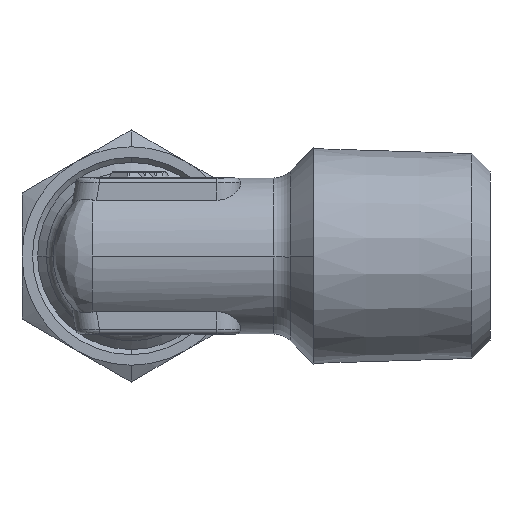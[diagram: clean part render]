
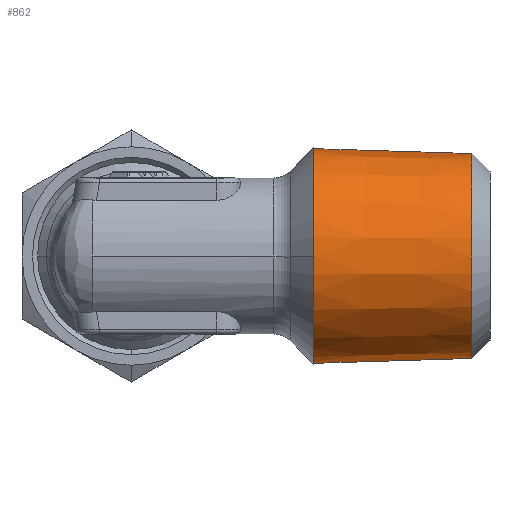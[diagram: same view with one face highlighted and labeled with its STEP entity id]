
A CAD part, left-side view. The second image highlights one B-rep face of the part: STEP entity #862.
In plain terms, the highlighted conical face has half-angle 1.78 degrees and reference radius 6.722 mm.
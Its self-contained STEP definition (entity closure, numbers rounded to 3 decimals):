
#862=ADVANCED_FACE('',(#1975),#1976,.T.);
#1975=FACE_OUTER_BOUND('',#3748,.T.);
#1976=CONICAL_SURFACE('',#3749,6.722,0.031);
#3748=EDGE_LOOP('',(#6949,#6950,#6951,#6952));
#3749=AXIS2_PLACEMENT_3D('',#6953,#6954,#6955);
#6949=ORIENTED_EDGE('',*,*,#10155,.F.);
#6950=ORIENTED_EDGE('',*,*,#10156,.F.);
#6951=ORIENTED_EDGE('',*,*,#10157,.F.);
#6952=ORIENTED_EDGE('',*,*,#9820,.T.);
#6953=CARTESIAN_POINT('',(0.0,-16.771,0.0));
#6954=DIRECTION('',(-0.0,1.0,0.0));
#6955=DIRECTION('',(0.0,0.0,-1.0));
#9820=EDGE_CURVE('',#11840,#11839,#11842,.T.);
#10155=EDGE_CURVE('',#12329,#11839,#12330,.T.);
#10156=EDGE_CURVE('',#12331,#12329,#12332,.T.);
#10157=EDGE_CURVE('',#11840,#12331,#12333,.T.);
#11839=VERTEX_POINT('',#15313);
#11840=VERTEX_POINT('',#15314);
#11842=CIRCLE('',#15316,6.879);
#12329=VERTEX_POINT('',#16270);
#12330=LINE('',#16271,#16272);
#12331=VERTEX_POINT('',#16273);
#12332=CIRCLE('',#16274,6.565);
#12333=LINE('',#16275,#16276);
#15313=CARTESIAN_POINT('',(0.0,-11.707,-6.879));
#15314=CARTESIAN_POINT('',(0.,-11.707,6.879));
#15316=AXIS2_PLACEMENT_3D('',#18327,#18328,#18329);
#16270=CARTESIAN_POINT('',(0.0,-21.835,-6.565));
#16271=CARTESIAN_POINT('',(0.,-16.771,-6.722));
#16272=VECTOR('',#18731,1.0);
#16273=CARTESIAN_POINT('',(0.,-21.835,6.565));
#16274=AXIS2_PLACEMENT_3D('',#18732,#18733,#18734);
#16275=CARTESIAN_POINT('',(0.,-16.771,6.722));
#16276=VECTOR('',#18735,1.0);
#18327=CARTESIAN_POINT('',(0.0,-11.707,0.0));
#18328=DIRECTION('',(0.0,-1.0,0.0));
#18329=DIRECTION('',(0.0,0.0,-1.0));
#18731=DIRECTION('',(0.,1.,-0.031));
#18732=CARTESIAN_POINT('',(0.0,-21.835,0.0));
#18733=DIRECTION('',(0.0,-1.0,0.0));
#18734=DIRECTION('',(0.0,0.0,-1.0));
#18735=DIRECTION('',(0.,-1.,-0.031));
